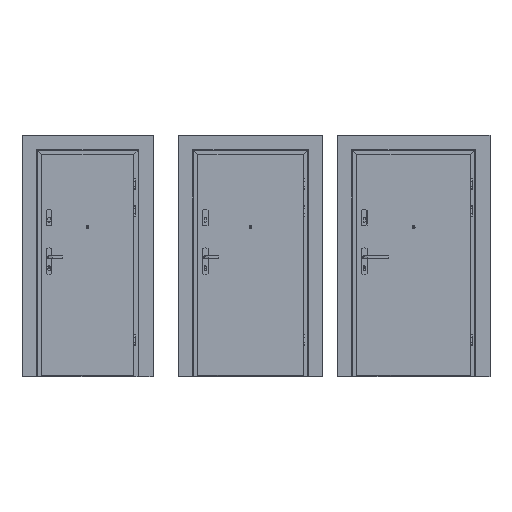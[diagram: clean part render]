
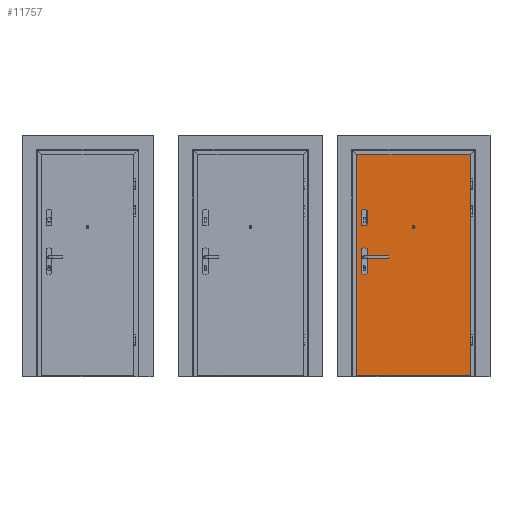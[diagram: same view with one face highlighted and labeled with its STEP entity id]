
A CAD part, front view. The second image highlights one B-rep face of the part: STEP entity #11757.
In plain terms, the highlighted planar face has unit normal (0, -1, 0).
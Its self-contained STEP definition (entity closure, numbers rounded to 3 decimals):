
#5017=CIRCLE('',#83234,98.321);
#5018=CIRCLE('',#83235,98.321);
#5019=CIRCLE('',#83236,98.321);
#5020=CIRCLE('',#83237,98.321);
#5021=CIRCLE('',#83238,13.);
#6596=FACE_BOUND('',#23262,.T.);
#6597=FACE_BOUND('',#23263,.T.);
#6598=FACE_BOUND('',#23264,.T.);
#6599=FACE_BOUND('',#23265,.T.);
#11757=ADVANCED_FACE('',(#6596,#6597,#6598,#6599),#14965,.T.);
#14965=PLANE('',#83239);
#23262=EDGE_LOOP('',(#39750,#39751,#39752,#39753));
#23263=EDGE_LOOP('',(#39754,#39755,#39756,#39757));
#23264=EDGE_LOOP('',(#39758));
#23265=EDGE_LOOP('',(#39759,#39760,#39761,#39762));
#39750=ORIENTED_EDGE('',*,*,#61243,.F.);
#39751=ORIENTED_EDGE('',*,*,#61244,.F.);
#39752=ORIENTED_EDGE('',*,*,#61245,.F.);
#39753=ORIENTED_EDGE('',*,*,#61246,.F.);
#39754=ORIENTED_EDGE('',*,*,#61247,.F.);
#39755=ORIENTED_EDGE('',*,*,#61248,.F.);
#39756=ORIENTED_EDGE('',*,*,#61249,.F.);
#39757=ORIENTED_EDGE('',*,*,#61250,.F.);
#39758=ORIENTED_EDGE('',*,*,#61251,.F.);
#39759=ORIENTED_EDGE('',*,*,#60994,.F.);
#39760=ORIENTED_EDGE('',*,*,#61242,.F.);
#39761=ORIENTED_EDGE('',*,*,#61112,.F.);
#39762=ORIENTED_EDGE('',*,*,#61012,.T.);
#51361=VERTEX_POINT('',#128759);
#51362=VERTEX_POINT('',#128761);
#51377=VERTEX_POINT('',#128797);
#51438=VERTEX_POINT('',#129212);
#51527=VERTEX_POINT('',#129695);
#51528=VERTEX_POINT('',#129696);
#51529=VERTEX_POINT('',#129698);
#51530=VERTEX_POINT('',#129700);
#51531=VERTEX_POINT('',#129703);
#51532=VERTEX_POINT('',#129704);
#51533=VERTEX_POINT('',#129706);
#51534=VERTEX_POINT('',#129708);
#51535=VERTEX_POINT('',#129711);
#60994=EDGE_CURVE('',#51361,#51362,#69418,.T.);
#61012=EDGE_CURVE('',#51377,#51362,#69431,.T.);
#61112=EDGE_CURVE('',#51377,#51438,#69480,.T.);
#61242=EDGE_CURVE('',#51438,#51361,#69538,.T.);
#61243=EDGE_CURVE('',#51527,#51528,#5017,.T.);
#61244=EDGE_CURVE('',#51529,#51527,#69539,.T.);
#61245=EDGE_CURVE('',#51530,#51529,#5018,.T.);
#61246=EDGE_CURVE('',#51528,#51530,#69540,.T.);
#61247=EDGE_CURVE('',#51531,#51532,#5019,.T.);
#61248=EDGE_CURVE('',#51533,#51531,#69541,.T.);
#61249=EDGE_CURVE('',#51534,#51533,#5020,.T.);
#61250=EDGE_CURVE('',#51532,#51534,#69542,.T.);
#61251=EDGE_CURVE('',#51535,#51535,#5021,.T.);
#69418=LINE('',#128760,#76749);
#69431=LINE('',#128796,#76762);
#69480=LINE('',#129211,#76811);
#69538=LINE('',#129692,#76869);
#69539=LINE('',#129697,#76870);
#69540=LINE('',#129701,#76871);
#69541=LINE('',#129705,#76872);
#69542=LINE('',#129709,#76873);
#76749=VECTOR('',#97446,1.);
#76762=VECTOR('',#97475,1.);
#76811=VECTOR('',#97706,1.);
#76869=VECTOR('',#97984,1.);
#76870=VECTOR('',#97989,1.);
#76871=VECTOR('',#97992,1.);
#76872=VECTOR('',#97995,1.);
#76873=VECTOR('',#97998,1.);
#83234=AXIS2_PLACEMENT_3D('',#129694,#97987,#97988);
#83235=AXIS2_PLACEMENT_3D('',#129699,#97990,#97991);
#83236=AXIS2_PLACEMENT_3D('',#129702,#97993,#97994);
#83237=AXIS2_PLACEMENT_3D('',#129707,#97996,#97997);
#83238=AXIS2_PLACEMENT_3D('',#129710,#97999,#98000);
#83239=AXIS2_PLACEMENT_3D('',#129712,#98001,#98002);
#97446=DIRECTION('',(0.,0.,1.));
#97475=DIRECTION('',(-1.,0.,0.));
#97706=DIRECTION('',(0.,0.,-1.));
#97984=DIRECTION('',(-1.,0.,0.));
#97987=DIRECTION('',(0.,-1.,0.));
#97988=DIRECTION('',(0.,0.,-1.));
#97989=DIRECTION('',(0.,0.,1.));
#97990=DIRECTION('',(0.,-1.,0.));
#97991=DIRECTION('',(0.,0.,-1.));
#97992=DIRECTION('',(0.,0.,-1.));
#97993=DIRECTION('',(0.,-1.,0.));
#97994=DIRECTION('',(0.,0.,-1.));
#97995=DIRECTION('',(0.,0.,1.));
#97996=DIRECTION('',(0.,-1.,0.));
#97997=DIRECTION('',(0.,0.,-1.));
#97998=DIRECTION('',(0.,0.,-1.));
#97999=DIRECTION('',(0.,-1.,0.));
#98000=DIRECTION('',(0.,0.,-1.));
#98001=DIRECTION('',(0.,-1.,0.));
#98002=DIRECTION('',(0.,0.,-1.));
#128759=CARTESIAN_POINT('',(2478.,-50.,2.));
#128760=CARTESIAN_POINT('',(2478.,-50.,-15.));
#128761=CARTESIAN_POINT('',(2478.,-50.,2032.));
#128796=CARTESIAN_POINT('',(2553.,-50.,2032.));
#128797=CARTESIAN_POINT('',(3522.,-50.,2032.));
#129211=CARTESIAN_POINT('',(3522.,-50.,-15.));
#129212=CARTESIAN_POINT('',(3522.,-50.,2.));
#129692=CARTESIAN_POINT('',(2553.,-50.,2.));
#129694=CARTESIAN_POINT('',(2546.,-50.,1076.679));
#129695=CARTESIAN_POINT('',(2572.,-50.,1171.5));
#129696=CARTESIAN_POINT('',(2520.,-50.,1171.5));
#129697=CARTESIAN_POINT('',(2572.,-50.,1171.5));
#129698=CARTESIAN_POINT('',(2572.,-50.,936.5));
#129699=CARTESIAN_POINT('',(2546.,-50.,1031.321));
#129700=CARTESIAN_POINT('',(2520.,-50.,936.5));
#129701=CARTESIAN_POINT('',(2520.,-50.,936.5));
#129702=CARTESIAN_POINT('',(2546.,-50.,1428.679));
#129703=CARTESIAN_POINT('',(2572.,-50.,1523.5));
#129704=CARTESIAN_POINT('',(2520.,-50.,1523.5));
#129705=CARTESIAN_POINT('',(2572.,-50.,0.));
#129706=CARTESIAN_POINT('',(2572.,-50.,1385.5));
#129707=CARTESIAN_POINT('',(2546.,-50.,1480.321));
#129708=CARTESIAN_POINT('',(2520.,-50.,1385.5));
#129709=CARTESIAN_POINT('',(2520.,-50.,0.));
#129710=CARTESIAN_POINT('',(3000.,-50.,1367.));
#129711=CARTESIAN_POINT('',(3000.,-50.,1354.));
#129712=CARTESIAN_POINT('',(3100.,-50.,0.));
